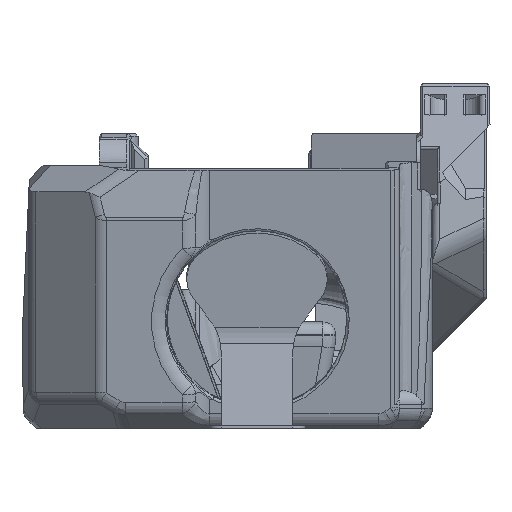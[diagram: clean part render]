
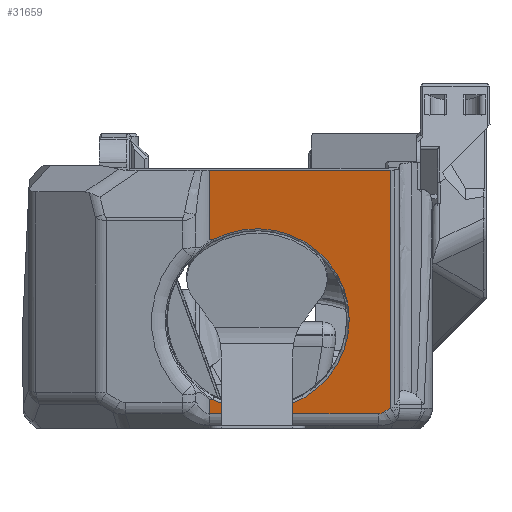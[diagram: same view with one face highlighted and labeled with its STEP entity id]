
A CAD part, left-side view. The second image highlights one B-rep face of the part: STEP entity #31659.
In plain terms, the highlighted planar face has unit normal (-0.985, 0, -0.174).
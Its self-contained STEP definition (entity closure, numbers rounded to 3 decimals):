
#948=ELLIPSE('',#34180,3.203,2.);
#1629=B_SPLINE_CURVE_WITH_KNOTS('',3,(#53748,#53749,#53750,#53751),
 .UNSPECIFIED.,.F.,.F.,(4,4),(0.,0.382),.UNSPECIFIED.);
#1642=B_SPLINE_CURVE_WITH_KNOTS('',3,(#54024,#54025,#54026,#54027),
 .UNSPECIFIED.,.F.,.F.,(4,4),(0.618,1.),.UNSPECIFIED.);
#2222=CIRCLE('',#33572,14.4);
#7297=ORIENTED_EDGE('',*,*,#14817,.F.);
#7298=ORIENTED_EDGE('',*,*,#13824,.T.);
#7299=ORIENTED_EDGE('',*,*,#14935,.T.);
#7300=ORIENTED_EDGE('',*,*,#14936,.F.);
#7301=ORIENTED_EDGE('',*,*,#14937,.T.);
#7302=ORIENTED_EDGE('',*,*,#14938,.T.);
#7303=ORIENTED_EDGE('',*,*,#14939,.F.);
#7304=ORIENTED_EDGE('',*,*,#14940,.T.);
#7305=ORIENTED_EDGE('',*,*,#14412,.F.);
#7306=ORIENTED_EDGE('',*,*,#14437,.F.);
#13824=EDGE_CURVE('',#18193,#18192,#2222,.T.);
#14412=EDGE_CURVE('',#18586,#18587,#21377,.T.);
#14437=EDGE_CURVE('',#18604,#18586,#21395,.T.);
#14817=EDGE_CURVE('',#18193,#18604,#1629,.F.);
#14935=EDGE_CURVE('',#18192,#18954,#1642,.T.);
#14936=EDGE_CURVE('',#18955,#18954,#21712,.T.);
#14937=EDGE_CURVE('',#18955,#18956,#21713,.T.);
#14938=EDGE_CURVE('',#18956,#18957,#948,.T.);
#14939=EDGE_CURVE('',#18958,#18957,#21714,.T.);
#14940=EDGE_CURVE('',#18958,#18587,#21715,.T.);
#18192=VERTEX_POINT('',#49562);
#18193=VERTEX_POINT('',#49564);
#18586=VERTEX_POINT('',#52059);
#18587=VERTEX_POINT('',#52061);
#18604=VERTEX_POINT('',#52120);
#18954=VERTEX_POINT('',#54028);
#18955=VERTEX_POINT('',#54030);
#18956=VERTEX_POINT('',#54032);
#18957=VERTEX_POINT('',#54034);
#18958=VERTEX_POINT('',#54036);
#21377=LINE('',#52060,#24203);
#21395=LINE('',#52121,#24221);
#21712=LINE('',#54029,#24538);
#21713=LINE('',#54031,#24539);
#21714=LINE('',#54035,#24540);
#21715=LINE('',#54037,#24541);
#24203=VECTOR('',#38874,1000.);
#24221=VECTOR('',#38912,1000.);
#24538=VECTOR('',#39707,1000.);
#24539=VECTOR('',#39708,1000.);
#24540=VECTOR('',#39711,1000.);
#24541=VECTOR('',#39712,1000.);
#26786=EDGE_LOOP('',(#7297,#7298,#7299,#7300,#7301,#7302,#7303,#7304,#7305,
#7306));
#28749=FACE_BOUND('',#26786,.T.);
#30291=PLANE('',#34179);
#31659=ADVANCED_FACE('',(#28749),#30291,.F.);
#33572=AXIS2_PLACEMENT_3D('',#49563,#37908,#37909);
#34179=AXIS2_PLACEMENT_3D('',#54023,#39705,#39706);
#34180=AXIS2_PLACEMENT_3D('',#54033,#39709,#39710);
#37908=DIRECTION('',(0.985,0.,0.174));
#37909=DIRECTION('',(0.174,0.,-0.985));
#38874=DIRECTION('',(0.,-1.,0.));
#38912=DIRECTION('',(-0.174,0.,0.985));
#39705=DIRECTION('',(0.985,0.,0.174));
#39706=DIRECTION('',(-0.174,0.,0.985));
#39707=DIRECTION('',(-0.174,0.,0.985));
#39708=DIRECTION('',(0.,-1.,0.));
#39709=DIRECTION('',(-0.985,0.,-0.174));
#39710=DIRECTION('',(-0.165,-0.304,0.938));
#39711=DIRECTION('',(0.097,0.829,-0.551));
#39712=DIRECTION('',(-0.174,0.,0.985));
#49562=CARTESIAN_POINT('',(-28.264,11.767,4.533));
#49563=CARTESIAN_POINT('',(-30.458,4.853,16.973));
#49564=CARTESIAN_POINT('',(-32.651,11.767,29.413));
#52059=CARTESIAN_POINT('',(-34.572,12.27,40.304));
#52060=CARTESIAN_POINT('',(-34.572,24.853,40.304));
#52061=CARTESIAN_POINT('',(-34.572,-16.002,40.304));
#52120=CARTESIAN_POINT('',(-32.66,12.27,29.463));
#52121=CARTESIAN_POINT('',(-31.185,12.27,21.099));
#53748=CARTESIAN_POINT('',(-32.66,12.27,29.463));
#53749=CARTESIAN_POINT('',(-32.657,12.102,29.442));
#53750=CARTESIAN_POINT('',(-32.654,11.935,29.425));
#53751=CARTESIAN_POINT('',(-32.651,11.767,29.413));
#54023=CARTESIAN_POINT('',(-31.185,24.853,21.099));
#54024=CARTESIAN_POINT('',(-28.264,11.767,4.533));
#54025=CARTESIAN_POINT('',(-28.262,11.935,4.52));
#54026=CARTESIAN_POINT('',(-28.259,12.102,4.503));
#54027=CARTESIAN_POINT('',(-28.255,12.27,4.482));
#54028=CARTESIAN_POINT('',(-28.255,12.27,4.482));
#54029=CARTESIAN_POINT('',(-31.185,12.27,21.099));
#54030=CARTESIAN_POINT('',(-27.864,12.27,2.262));
#54031=CARTESIAN_POINT('',(-27.864,-14.655,2.262));
#54032=CARTESIAN_POINT('',(-27.864,-14.07,2.262));
#54033=CARTESIAN_POINT('',(-28.404,-14.652,5.326));
#54034=CARTESIAN_POINT('',(-27.923,-15.07,2.597));
#54035=CARTESIAN_POINT('',(-27.821,-14.199,2.018));
#54036=CARTESIAN_POINT('',(-28.032,-16.002,3.216));
#54037=CARTESIAN_POINT('',(-7.663,-16.002,-112.301));
